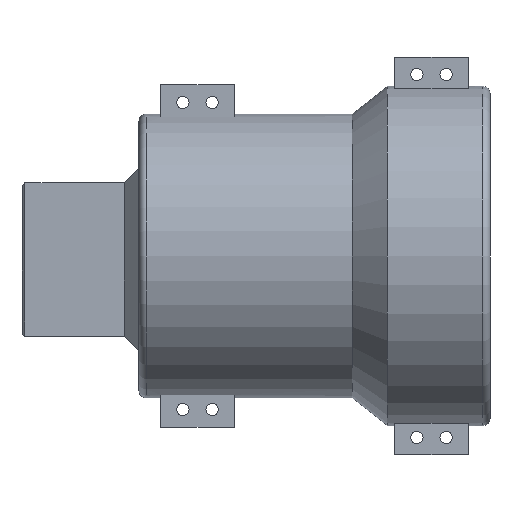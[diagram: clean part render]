
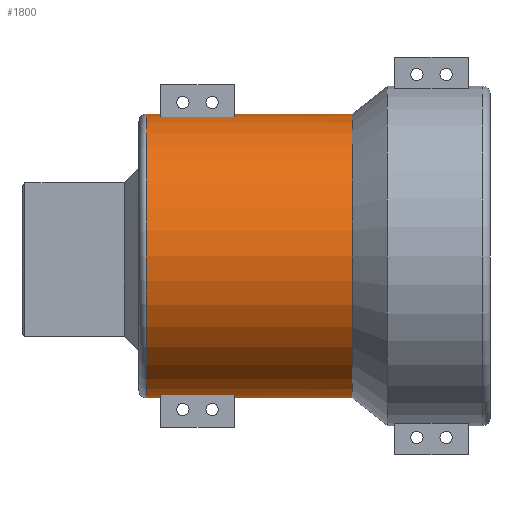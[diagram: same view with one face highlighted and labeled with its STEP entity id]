
A CAD part, front view. The second image highlights one B-rep face of the part: STEP entity #1800.
In plain terms, the highlighted cylindrical face has radius 97 mm (diameter 194 mm), a partial arc.
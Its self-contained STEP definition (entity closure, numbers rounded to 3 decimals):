
#61=CYLINDRICAL_SURFACE('',#1982,97.);
#109=CIRCLE('',#1940,97.);
#112=CIRCLE('',#1946,97.);
#121=CIRCLE('',#1970,97.);
#124=CIRCLE('',#1976,97.);
#127=CIRCLE('',#1983,97.);
#128=CIRCLE('',#1984,97.);
#229=FACE_OUTER_BOUND('',#348,.T.);
#348=EDGE_LOOP('',(#1537,#1538,#1539,#1540,#1541,#1542,#1543,#1544,#1545,
#1546,#1547,#1548));
#411=LINE('',#2694,#588);
#415=LINE('',#2702,#592);
#472=LINE('',#2864,#649);
#476=LINE('',#2872,#653);
#505=LINE('',#2969,#682);
#529=LINE('',#3041,#706);
#588=VECTOR('',#2099,10.);
#592=VECTOR('',#2103,10.);
#649=VECTOR('',#2234,10.);
#653=VECTOR('',#2238,10.);
#682=VECTOR('',#2351,10.);
#706=VECTOR('',#2435,10.);
#762=VERTEX_POINT('',#2691);
#763=VERTEX_POINT('',#2693);
#766=VERTEX_POINT('',#2699);
#767=VERTEX_POINT('',#2701);
#834=VERTEX_POINT('',#2861);
#835=VERTEX_POINT('',#2863);
#838=VERTEX_POINT('',#2869);
#839=VERTEX_POINT('',#2871);
#860=VERTEX_POINT('',#2947);
#864=VERTEX_POINT('',#2961);
#878=VERTEX_POINT('',#3019);
#882=VERTEX_POINT('',#3033);
#941=EDGE_CURVE('',#763,#762,#411,.T.);
#945=EDGE_CURVE('',#767,#766,#415,.T.);
#1026=EDGE_CURVE('',#835,#834,#472,.T.);
#1030=EDGE_CURVE('',#839,#838,#476,.T.);
#1066=EDGE_CURVE('',#838,#860,#109,.T.);
#1073=EDGE_CURVE('',#864,#835,#112,.T.);
#1077=EDGE_CURVE('',#860,#864,#505,.T.);
#1102=EDGE_CURVE('',#766,#878,#121,.T.);
#1109=EDGE_CURVE('',#882,#763,#124,.T.);
#1113=EDGE_CURVE('',#878,#882,#529,.T.);
#1116=EDGE_CURVE('',#767,#834,#127,.T.);
#1117=EDGE_CURVE('',#762,#839,#128,.T.);
#1537=ORIENTED_EDGE('',*,*,#1066,.T.);
#1538=ORIENTED_EDGE('',*,*,#1077,.T.);
#1539=ORIENTED_EDGE('',*,*,#1073,.T.);
#1540=ORIENTED_EDGE('',*,*,#1026,.T.);
#1541=ORIENTED_EDGE('',*,*,#1116,.F.);
#1542=ORIENTED_EDGE('',*,*,#945,.T.);
#1543=ORIENTED_EDGE('',*,*,#1102,.T.);
#1544=ORIENTED_EDGE('',*,*,#1113,.T.);
#1545=ORIENTED_EDGE('',*,*,#1109,.T.);
#1546=ORIENTED_EDGE('',*,*,#941,.T.);
#1547=ORIENTED_EDGE('',*,*,#1117,.T.);
#1548=ORIENTED_EDGE('',*,*,#1030,.T.);
#1800=ADVANCED_FACE('',(#229),#61,.T.);
#1940=AXIS2_PLACEMENT_3D('',#2948,#2326,#2327);
#1946=AXIS2_PLACEMENT_3D('',#2962,#2342,#2343);
#1970=AXIS2_PLACEMENT_3D('',#3020,#2410,#2411);
#1976=AXIS2_PLACEMENT_3D('',#3034,#2426,#2427);
#1982=AXIS2_PLACEMENT_3D('',#3045,#2442,#2443);
#1983=AXIS2_PLACEMENT_3D('',#3046,#2444,#2445);
#1984=AXIS2_PLACEMENT_3D('',#3047,#2446,#2447);
#2099=DIRECTION('',(-1.,0.,0.));
#2103=DIRECTION('',(-1.,0.,0.));
#2234=DIRECTION('',(1.,0.,0.));
#2238=DIRECTION('',(1.,0.,0.));
#2326=DIRECTION('center_axis',(-1.,0.,0.));
#2327=DIRECTION('ref_axis',(0.,1.,0.));
#2342=DIRECTION('center_axis',(1.,0.,0.));
#2343=DIRECTION('ref_axis',(0.,1.,0.));
#2351=DIRECTION('',(1.,0.,0.));
#2410=DIRECTION('center_axis',(1.,0.,0.));
#2411=DIRECTION('ref_axis',(0.,1.,0.));
#2426=DIRECTION('center_axis',(-1.,0.,0.));
#2427=DIRECTION('ref_axis',(0.,1.,0.));
#2435=DIRECTION('',(-1.,0.,0.));
#2442=DIRECTION('center_axis',(1.,0.,0.));
#2443=DIRECTION('ref_axis',(0.,-1.,0.));
#2444=DIRECTION('center_axis',(1.,0.,0.));
#2445=DIRECTION('ref_axis',(0.,0.,-1.));
#2446=DIRECTION('center_axis',(1.,0.,0.));
#2447=DIRECTION('ref_axis',(0.,0.,-1.));
#2691=CARTESIAN_POINT('',(95.,0.,97.));
#2693=CARTESIAN_POINT('',(105.,0.,97.));
#2694=CARTESIAN_POINT('',(165.401,0.,97.));
#2699=CARTESIAN_POINT('',(155.,0.,97.));
#2701=CARTESIAN_POINT('',(235.802,0.,97.));
#2702=CARTESIAN_POINT('',(165.401,0.,97.));
#2861=CARTESIAN_POINT('',(235.802,0.,-97.));
#2863=CARTESIAN_POINT('',(155.,0.,-97.));
#2864=CARTESIAN_POINT('',(165.401,0.,-97.));
#2869=CARTESIAN_POINT('',(105.,0.,-97.));
#2871=CARTESIAN_POINT('',(95.,0.,-97.));
#2872=CARTESIAN_POINT('',(165.401,0.,-97.));
#2947=CARTESIAN_POINT('',(105.,-20.,-94.916));
#2948=CARTESIAN_POINT('Origin',(105.,0.,0.));
#2961=CARTESIAN_POINT('',(155.,-20.,-94.916));
#2962=CARTESIAN_POINT('Origin',(155.,0.,0.));
#2969=CARTESIAN_POINT('',(165.401,-20.,-94.916));
#3019=CARTESIAN_POINT('',(155.,-20.,94.916));
#3020=CARTESIAN_POINT('Origin',(155.,0.,0.));
#3033=CARTESIAN_POINT('',(105.,-20.,94.916));
#3034=CARTESIAN_POINT('Origin',(105.,0.,0.));
#3041=CARTESIAN_POINT('',(165.401,-20.,94.916));
#3045=CARTESIAN_POINT('Origin',(165.401,0.,0.));
#3046=CARTESIAN_POINT('Origin',(235.802,0.,0.));
#3047=CARTESIAN_POINT('Origin',(95.,0.,0.));
